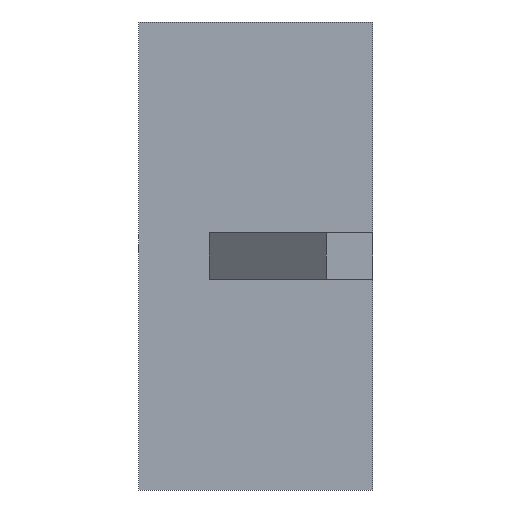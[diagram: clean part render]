
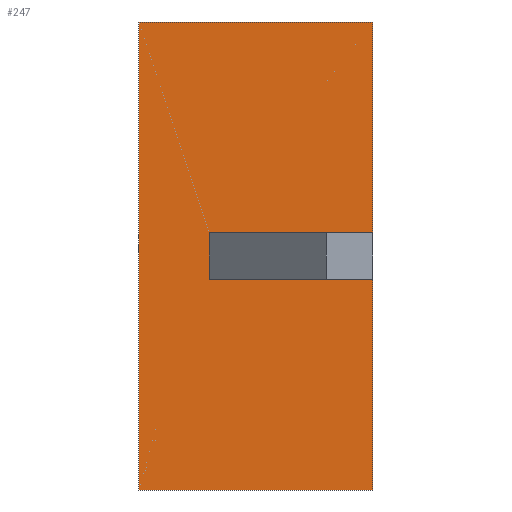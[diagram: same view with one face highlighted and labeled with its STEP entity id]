
A CAD part, left-side view. The second image highlights one B-rep face of the part: STEP entity #247.
In plain terms, the highlighted planar face has unit normal (-1, 0, 0).
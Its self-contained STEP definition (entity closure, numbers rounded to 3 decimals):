
#16=FACE_BOUND('',#32,.T.);
#17=FACE_OUTER_BOUND('',#31,.T.);
#31=EDGE_LOOP('',(#167,#168,#169,#170));
#32=EDGE_LOOP('',(#171,#172,#173,#174));
#46=LINE('',#365,#79);
#47=LINE('',#367,#80);
#48=LINE('',#369,#81);
#49=LINE('',#370,#82);
#50=LINE('',#373,#83);
#51=LINE('',#375,#84);
#52=LINE('',#377,#85);
#53=LINE('',#378,#86);
#79=VECTOR('',#302,10.);
#80=VECTOR('',#303,10.);
#81=VECTOR('',#304,10.);
#82=VECTOR('',#305,10.);
#83=VECTOR('',#306,10.);
#84=VECTOR('',#307,10.);
#85=VECTOR('',#308,10.);
#86=VECTOR('',#309,10.);
#112=VERTEX_POINT('',#363);
#113=VERTEX_POINT('',#364);
#114=VERTEX_POINT('',#366);
#115=VERTEX_POINT('',#368);
#116=VERTEX_POINT('',#371);
#117=VERTEX_POINT('',#372);
#118=VERTEX_POINT('',#374);
#119=VERTEX_POINT('',#376);
#134=EDGE_CURVE('',#112,#113,#46,.T.);
#135=EDGE_CURVE('',#114,#112,#47,.T.);
#136=EDGE_CURVE('',#115,#114,#48,.T.);
#137=EDGE_CURVE('',#113,#115,#49,.T.);
#138=EDGE_CURVE('',#116,#117,#50,.T.);
#139=EDGE_CURVE('',#118,#117,#51,.T.);
#140=EDGE_CURVE('',#118,#119,#52,.T.);
#141=EDGE_CURVE('',#116,#119,#53,.T.);
#167=ORIENTED_EDGE('',*,*,#134,.F.);
#168=ORIENTED_EDGE('',*,*,#135,.F.);
#169=ORIENTED_EDGE('',*,*,#136,.F.);
#170=ORIENTED_EDGE('',*,*,#137,.F.);
#171=ORIENTED_EDGE('',*,*,#138,.T.);
#172=ORIENTED_EDGE('',*,*,#139,.F.);
#173=ORIENTED_EDGE('',*,*,#140,.T.);
#174=ORIENTED_EDGE('',*,*,#141,.F.);
#233=PLANE('',#284);
#247=ADVANCED_FACE('',(#17,#16),#233,.F.);
#284=AXIS2_PLACEMENT_3D('',#362,#300,#301);
#300=DIRECTION('center_axis',(1.,0.,0.));
#301=DIRECTION('ref_axis',(0.,0.,-1.));
#302=DIRECTION('',(0.,0.,-1.));
#303=DIRECTION('',(0.,-1.,0.));
#304=DIRECTION('',(0.,0.,1.));
#305=DIRECTION('',(0.,1.,0.));
#306=DIRECTION('',(0.,1.,0.));
#307=DIRECTION('',(0.,0.,-1.));
#308=DIRECTION('',(0.,-1.,0.));
#309=DIRECTION('',(0.,0.,1.));
#362=CARTESIAN_POINT('Origin',(0.,21.,0.));
#363=CARTESIAN_POINT('',(0.,-4.,50.));
#364=CARTESIAN_POINT('',(0.,-4.,-50.));
#365=CARTESIAN_POINT('',(0.,-4.,50.));
#366=CARTESIAN_POINT('',(0.,46.,50.));
#367=CARTESIAN_POINT('',(0.,46.,50.));
#368=CARTESIAN_POINT('',(0.,46.,-50.));
#369=CARTESIAN_POINT('',(0.,46.,-50.));
#370=CARTESIAN_POINT('',(0.,-4.,-50.));
#371=CARTESIAN_POINT('',(0.,0.,-5.));
#372=CARTESIAN_POINT('',(0.,31.,-5.));
#373=CARTESIAN_POINT('',(0.,31.,-5.));
#374=CARTESIAN_POINT('',(0.,31.,5.));
#375=CARTESIAN_POINT('',(0.,31.,0.));
#376=CARTESIAN_POINT('',(0.,0.,5.));
#377=CARTESIAN_POINT('',(0.,31.,5.));
#378=CARTESIAN_POINT('',(0.,0.,0.));
